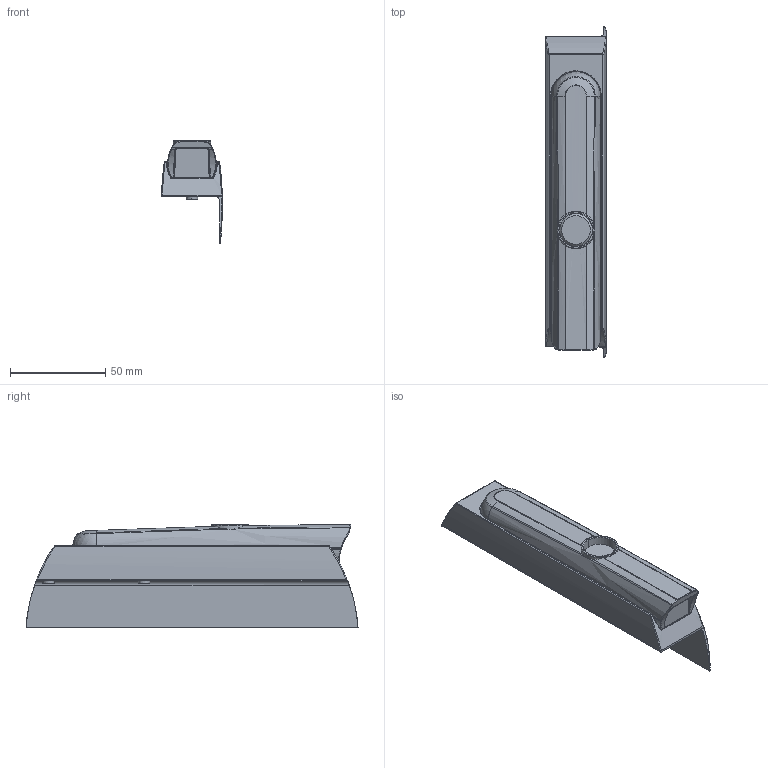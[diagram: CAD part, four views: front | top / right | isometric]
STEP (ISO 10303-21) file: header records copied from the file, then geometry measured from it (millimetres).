
FILE_DESCRIPTION(('STEP AP214'),'1');
FILE_NAME('cctmp_85A16A21-5478-4C07-9361-8438F6ED78CA_2024_05_23_12_37_50_0020..stp','2024-05-23T10:37:52',('SIEMENS A&D'),('CADClick - www.CADClick.com'),'Spatial InterOp 3D',' ','unknown authorization');
FILE_SCHEMA(('AUTOMOTIVE_DESIGN'));
Length unit declared in the file: millimetre
Products named in the file (5): cc_unnamed; 2024_05_23_12_37_49_0968; 2024_05_23_12_37_49_0927; 2024_05_23_12_37_49_0886; 2024_05_23_12_37_49_0844
Assembly tree (4 placements, depth 2):
  cc_unnamed
    2024_05_23_12_37_49_0968
    2024_05_23_12_37_49_0927
    2024_05_23_12_37_49_0886
    2024_05_23_12_37_49_0844
Bounding box: 31.92 x 174 x 53.8 mm (x, y, z)
Volume: 70961.2 mm3; surface area: 53888.4 mm2
Topology: 4 solids, 4 shells, 1079 faces, 2700 edges, 1605 vertices
Faces by surface type: cylinder 382, plane 279, bspline 201, torus 118, sphere 81, cone 18
Entity records: 70301 total; most frequent: CARTESIAN_POINT 36908, ORIENTED_EDGE 5314, DIRECTION 4993, EDGE_CURVE 2657, AXIS2_PLACEMENT_3D 1961, VERTEX_POINT 1605, EDGE_LOOP 1108, STYLED_ITEM 1083
